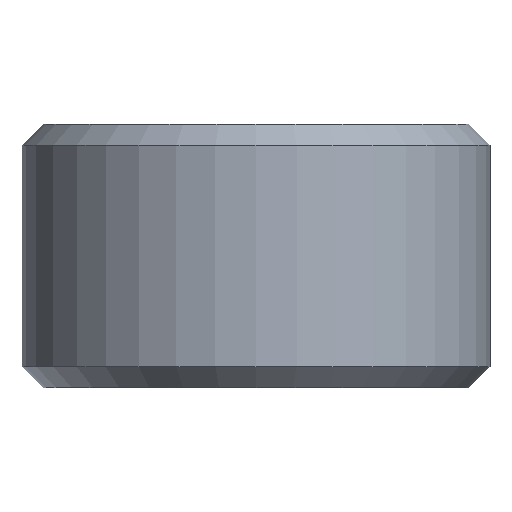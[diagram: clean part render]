
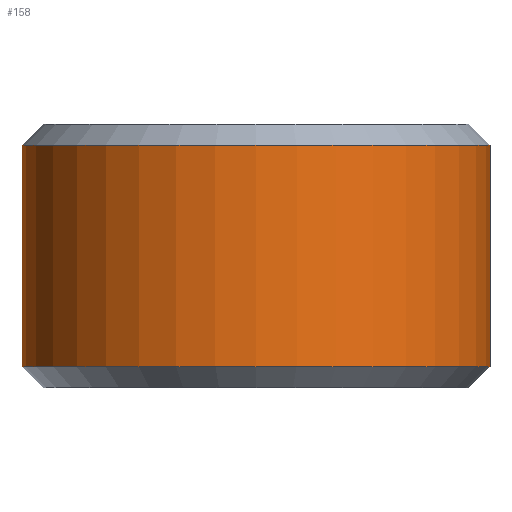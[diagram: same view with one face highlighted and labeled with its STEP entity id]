
A CAD part, left-side view. The second image highlights one B-rep face of the part: STEP entity #158.
In plain terms, the highlighted cylindrical face has radius 5.5 mm (diameter 11 mm), a full revolution.
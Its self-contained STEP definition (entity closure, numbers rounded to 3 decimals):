
#24=B_SPLINE_CURVE_WITH_KNOTS('',3,(#242,#243,#244,#245,#246,#247,#248,
#249,#250,#251,#252,#253,#254,#255,#256,#257,#258,#259,#260,#261,#262,#263,
#264,#265,#266,#267,#268,#269,#270,#271,#272,#273,#274,#275,#276,#277,#278,
#279,#280,#281,#282,#283,#284),.UNSPECIFIED.,.F.,.F.,(4,3,3,3,3,3,3,3,3,
3,3,3,3,3,4),(0.,0.114,0.178,0.242,0.306,
0.37,0.434,0.498,0.562,
0.626,0.69,0.754,0.818,
0.882,1.),.UNSPECIFIED.);
#25=B_SPLINE_CURVE_WITH_KNOTS('',3,(#285,#286,#287,#288,#289,#290,#291,
#292,#293,#294,#295,#296,#297,#298,#299,#300,#301,#302,#303,#304,#305,#306,
#307,#308,#309,#310,#311,#312,#313,#314,#315,#316,#317,#318,#319,#320,#321,
#322,#323,#324,#325,#326,#327),.UNSPECIFIED.,.F.,.F.,(4,3,3,3,3,3,3,3,3,
3,3,3,3,3,4),(0.,0.114,0.178,0.242,
0.306,0.37,0.434,0.498,
0.562,0.626,0.69,0.754,
0.818,0.882,1.),.UNSPECIFIED.);
#29=CYLINDRICAL_SURFACE('',#175,5.5);
#34=FACE_BOUND('',#59,.T.);
#35=FACE_BOUND('',#60,.T.);
#45=FACE_OUTER_BOUND('',#58,.T.);
#58=EDGE_LOOP('',(#116));
#59=EDGE_LOOP('',(#117));
#60=EDGE_LOOP('',(#118,#119));
#80=CIRCLE('',#176,5.5);
#81=CIRCLE('',#177,5.5);
#88=VERTEX_POINT('',#236);
#89=VERTEX_POINT('',#238);
#90=VERTEX_POINT('',#240);
#91=VERTEX_POINT('',#241);
#101=EDGE_CURVE('',#88,#88,#80,.T.);
#102=EDGE_CURVE('',#89,#89,#81,.T.);
#103=EDGE_CURVE('',#90,#91,#24,.T.);
#104=EDGE_CURVE('',#91,#90,#25,.T.);
#116=ORIENTED_EDGE('',*,*,#101,.F.);
#117=ORIENTED_EDGE('',*,*,#102,.F.);
#118=ORIENTED_EDGE('',*,*,#103,.T.);
#119=ORIENTED_EDGE('',*,*,#104,.T.);
#158=ADVANCED_FACE('',(#45,#34,#35),#29,.T.);
#175=AXIS2_PLACEMENT_3D('',#235,#200,#201);
#176=AXIS2_PLACEMENT_3D('',#237,#202,#203);
#177=AXIS2_PLACEMENT_3D('',#239,#204,#205);
#200=DIRECTION('center_axis',(0.,0.,1.));
#201=DIRECTION('ref_axis',(0.,-1.,0.));
#202=DIRECTION('center_axis',(0.,0.,-1.));
#203=DIRECTION('ref_axis',(0.,1.,0.));
#204=DIRECTION('center_axis',(0.,0.,1.));
#205=DIRECTION('ref_axis',(0.,-1.,0.));
#235=CARTESIAN_POINT('Origin',(0.,0.,-3.1));
#236=CARTESIAN_POINT('',(0.,5.5,-2.6));
#237=CARTESIAN_POINT('Origin',(0.,0.,-2.6));
#238=CARTESIAN_POINT('',(0.,5.5,2.6));
#239=CARTESIAN_POINT('Origin',(0.,0.,2.6));
#240=CARTESIAN_POINT('',(5.393,1.082,0.095));
#241=CARTESIAN_POINT('',(5.393,-1.082,0.095));
#242=CARTESIAN_POINT('Ctrl Pts',(5.393,1.082,0.095));
#243=CARTESIAN_POINT('Ctrl Pts',(5.393,1.082,-0.018));
#244=CARTESIAN_POINT('Ctrl Pts',(5.397,1.062,-0.139));
#245=CARTESIAN_POINT('Ctrl Pts',(5.405,1.019,-0.257));
#246=CARTESIAN_POINT('Ctrl Pts',(5.409,0.995,-0.323));
#247=CARTESIAN_POINT('Ctrl Pts',(5.415,0.963,-0.388));
#248=CARTESIAN_POINT('Ctrl Pts',(5.422,0.925,-0.449));
#249=CARTESIAN_POINT('Ctrl Pts',(5.428,0.887,-0.51));
#250=CARTESIAN_POINT('Ctrl Pts',(5.435,0.843,-0.567));
#251=CARTESIAN_POINT('Ctrl Pts',(5.442,0.793,-0.618));
#252=CARTESIAN_POINT('Ctrl Pts',(5.45,0.744,-0.67));
#253=CARTESIAN_POINT('Ctrl Pts',(5.457,0.689,-0.717));
#254=CARTESIAN_POINT('Ctrl Pts',(5.464,0.63,-0.758));
#255=CARTESIAN_POINT('Ctrl Pts',(5.471,0.571,-0.799));
#256=CARTESIAN_POINT('Ctrl Pts',(5.477,0.506,-0.835));
#257=CARTESIAN_POINT('Ctrl Pts',(5.482,0.439,-0.864));
#258=CARTESIAN_POINT('Ctrl Pts',(5.488,0.371,-0.893));
#259=CARTESIAN_POINT('Ctrl Pts',(5.492,0.301,-0.916));
#260=CARTESIAN_POINT('Ctrl Pts',(5.495,0.229,-0.931));
#261=CARTESIAN_POINT('Ctrl Pts',(5.498,0.157,-0.946));
#262=CARTESIAN_POINT('Ctrl Pts',(5.5,0.083,-0.954));
#263=CARTESIAN_POINT('Ctrl Pts',(5.5,0.009,-0.955));
#264=CARTESIAN_POINT('Ctrl Pts',(5.5,-0.065,-0.955));
#265=CARTESIAN_POINT('Ctrl Pts',(5.499,-0.139,-0.948));
#266=CARTESIAN_POINT('Ctrl Pts',(5.496,-0.211,-0.934));
#267=CARTESIAN_POINT('Ctrl Pts',(5.493,-0.283,-0.921));
#268=CARTESIAN_POINT('Ctrl Pts',(5.489,-0.354,-0.899));
#269=CARTESIAN_POINT('Ctrl Pts',(5.484,-0.422,-0.871));
#270=CARTESIAN_POINT('Ctrl Pts',(5.479,-0.49,-0.843));
#271=CARTESIAN_POINT('Ctrl Pts',(5.472,-0.556,-0.808));
#272=CARTESIAN_POINT('Ctrl Pts',(5.465,-0.616,-0.767));
#273=CARTESIAN_POINT('Ctrl Pts',(5.459,-0.677,-0.727));
#274=CARTESIAN_POINT('Ctrl Pts',(5.451,-0.733,-0.68));
#275=CARTESIAN_POINT('Ctrl Pts',(5.444,-0.783,-0.629));
#276=CARTESIAN_POINT('Ctrl Pts',(5.437,-0.834,-0.577));
#277=CARTESIAN_POINT('Ctrl Pts',(5.429,-0.879,-0.521));
#278=CARTESIAN_POINT('Ctrl Pts',(5.423,-0.918,-0.46));
#279=CARTESIAN_POINT('Ctrl Pts',(5.416,-0.956,-0.4));
#280=CARTESIAN_POINT('Ctrl Pts',(5.41,-0.989,-0.336));
#281=CARTESIAN_POINT('Ctrl Pts',(5.406,-1.014,-0.27));
#282=CARTESIAN_POINT('Ctrl Pts',(5.397,-1.06,-0.149));
#283=CARTESIAN_POINT('Ctrl Pts',(5.392,-1.082,-0.023));
#284=CARTESIAN_POINT('Ctrl Pts',(5.393,-1.082,0.095));
#285=CARTESIAN_POINT('Ctrl Pts',(5.393,-1.082,0.095));
#286=CARTESIAN_POINT('Ctrl Pts',(5.393,-1.082,0.209));
#287=CARTESIAN_POINT('Ctrl Pts',(5.397,-1.062,0.33));
#288=CARTESIAN_POINT('Ctrl Pts',(5.405,-1.019,0.448));
#289=CARTESIAN_POINT('Ctrl Pts',(5.409,-0.995,0.514));
#290=CARTESIAN_POINT('Ctrl Pts',(5.415,-0.963,0.579));
#291=CARTESIAN_POINT('Ctrl Pts',(5.422,-0.925,0.639));
#292=CARTESIAN_POINT('Ctrl Pts',(5.428,-0.887,0.7));
#293=CARTESIAN_POINT('Ctrl Pts',(5.435,-0.843,0.757));
#294=CARTESIAN_POINT('Ctrl Pts',(5.443,-0.793,0.809));
#295=CARTESIAN_POINT('Ctrl Pts',(5.45,-0.744,0.861));
#296=CARTESIAN_POINT('Ctrl Pts',(5.457,-0.689,0.908));
#297=CARTESIAN_POINT('Ctrl Pts',(5.464,-0.629,0.949));
#298=CARTESIAN_POINT('Ctrl Pts',(5.471,-0.57,0.99));
#299=CARTESIAN_POINT('Ctrl Pts',(5.477,-0.506,1.026));
#300=CARTESIAN_POINT('Ctrl Pts',(5.483,-0.438,1.055));
#301=CARTESIAN_POINT('Ctrl Pts',(5.488,-0.371,1.084));
#302=CARTESIAN_POINT('Ctrl Pts',(5.492,-0.3,1.107));
#303=CARTESIAN_POINT('Ctrl Pts',(5.495,-0.228,1.122));
#304=CARTESIAN_POINT('Ctrl Pts',(5.498,-0.156,1.137));
#305=CARTESIAN_POINT('Ctrl Pts',(5.5,-0.082,1.145));
#306=CARTESIAN_POINT('Ctrl Pts',(5.5,-0.008,1.145));
#307=CARTESIAN_POINT('Ctrl Pts',(5.5,0.066,1.146));
#308=CARTESIAN_POINT('Ctrl Pts',(5.499,0.14,1.139));
#309=CARTESIAN_POINT('Ctrl Pts',(5.496,0.212,1.125));
#310=CARTESIAN_POINT('Ctrl Pts',(5.493,0.284,1.111));
#311=CARTESIAN_POINT('Ctrl Pts',(5.489,0.355,1.09));
#312=CARTESIAN_POINT('Ctrl Pts',(5.484,0.423,1.062));
#313=CARTESIAN_POINT('Ctrl Pts',(5.478,0.491,1.034));
#314=CARTESIAN_POINT('Ctrl Pts',(5.472,0.556,0.999));
#315=CARTESIAN_POINT('Ctrl Pts',(5.465,0.617,0.958));
#316=CARTESIAN_POINT('Ctrl Pts',(5.458,0.677,0.917));
#317=CARTESIAN_POINT('Ctrl Pts',(5.451,0.733,0.871));
#318=CARTESIAN_POINT('Ctrl Pts',(5.444,0.783,0.819));
#319=CARTESIAN_POINT('Ctrl Pts',(5.437,0.834,0.768));
#320=CARTESIAN_POINT('Ctrl Pts',(5.429,0.879,0.711));
#321=CARTESIAN_POINT('Ctrl Pts',(5.423,0.918,0.651));
#322=CARTESIAN_POINT('Ctrl Pts',(5.416,0.956,0.591));
#323=CARTESIAN_POINT('Ctrl Pts',(5.41,0.989,0.526));
#324=CARTESIAN_POINT('Ctrl Pts',(5.406,1.014,0.46));
#325=CARTESIAN_POINT('Ctrl Pts',(5.397,1.06,0.339));
#326=CARTESIAN_POINT('Ctrl Pts',(5.392,1.082,0.213));
#327=CARTESIAN_POINT('Ctrl Pts',(5.393,1.082,0.095));
